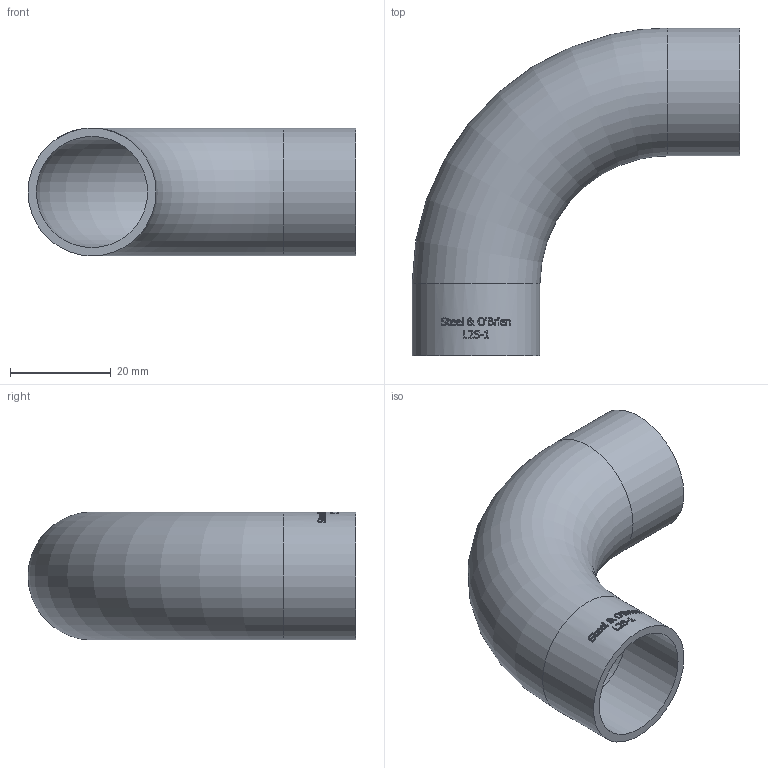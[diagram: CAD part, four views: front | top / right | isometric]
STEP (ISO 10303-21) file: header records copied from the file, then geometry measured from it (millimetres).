
FILE_DESCRIPTION(/* description */ (''),/* implementation_level */ '2;1');
FILE_NAME(/* name */ 'L2S-1.stp',/* time_stamp */ '2019-02-01T15:48:07-05:00',/* author */ ('rick'),/* organization */ (''),/* preprocessor_version */ 'ST-DEVELOPER v15.2',/* originating_system */ 'Autodesk Inventor 2014',/* authorisation */ '');
FILE_SCHEMA (('AUTOMOTIVE_DESIGN { 1 0 10303 214 3 1 1 }'));
Length unit declared in the file: inch
Products named in the file (1): L2S-1
Bounding box: 65.1 x 65.1 x 25.4 mm (x, y, z)
Volume: 10893.8 mm3; surface area: 13458.2 mm2
Topology: 1 solids, 1 shells, 292 faces, 785 edges, 522 vertices
Faces by surface type: bspline 147, plane 112, cylinder 31, torus 2
Full cylindrical faces by diameter (mm): 22.098 x2, 25.4 x2
Entity records: 11867 total; most frequent: CARTESIAN_POINT 5399, ORIENTED_EDGE 1558, DIRECTION 905, EDGE_CURVE 779, VERTEX_POINT 522, LINE 357, VECTOR 357, EDGE_LOOP 327
